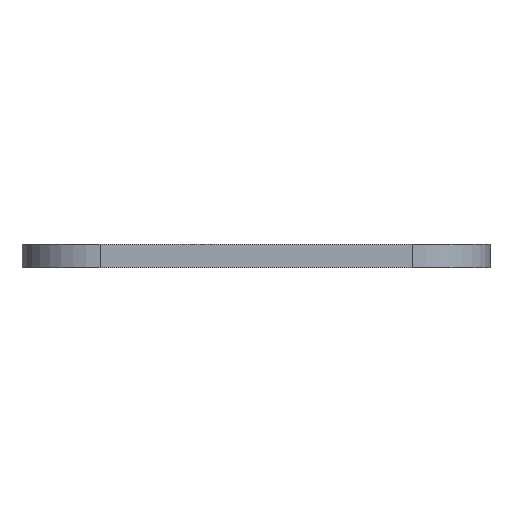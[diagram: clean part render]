
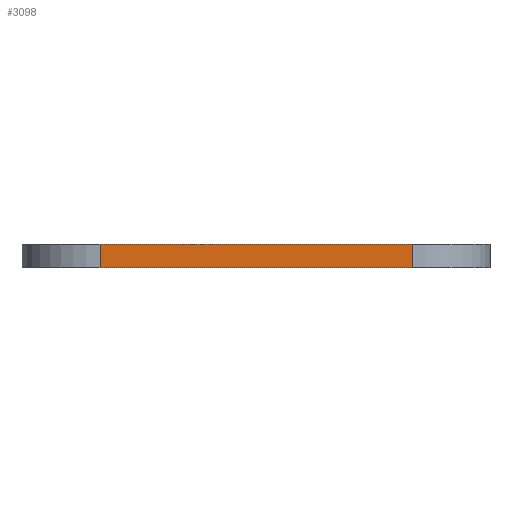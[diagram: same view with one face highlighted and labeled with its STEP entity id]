
A CAD part, front view. The second image highlights one B-rep face of the part: STEP entity #3098.
In plain terms, the highlighted planar face has unit normal (0, -1, 0).
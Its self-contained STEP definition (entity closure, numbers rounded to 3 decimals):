
#90=PLANE('',#3491);
#246=FACE_OUTER_BOUND('',#434,.T.);
#434=EDGE_LOOP('',(#2821,#2822,#2823,#2824));
#473=LINE('',#4677,#713);
#517=LINE('',#4940,#757);
#674=LINE('',#5416,#914);
#675=LINE('',#5418,#915);
#713=VECTOR('',#3692,10.);
#757=VECTOR('',#3918,10.);
#914=VECTOR('',#4485,10.);
#915=VECTOR('',#4488,10.);
#1203=VERTEX_POINT('',#4674);
#1204=VERTEX_POINT('',#4676);
#1331=VERTEX_POINT('',#4937);
#1332=VERTEX_POINT('',#4939);
#1534=EDGE_CURVE('',#1203,#1204,#473,.T.);
#1667=EDGE_CURVE('',#1332,#1331,#517,.T.);
#1906=EDGE_CURVE('',#1331,#1204,#674,.T.);
#1907=EDGE_CURVE('',#1332,#1203,#675,.T.);
#2821=ORIENTED_EDGE('',*,*,#1667,.T.);
#2822=ORIENTED_EDGE('',*,*,#1906,.T.);
#2823=ORIENTED_EDGE('',*,*,#1534,.F.);
#2824=ORIENTED_EDGE('',*,*,#1907,.F.);
#3098=ADVANCED_FACE('',(#246),#90,.T.);
#3491=AXIS2_PLACEMENT_3D('',#5417,#4486,#4487);
#3692=DIRECTION('',(1.,0.,0.));
#3918=DIRECTION('',(1.,0.,0.));
#4485=DIRECTION('',(0.,0.,1.));
#4486=DIRECTION('center_axis',(0.,-1.,0.));
#4487=DIRECTION('ref_axis',(1.,0.,0.));
#4488=DIRECTION('',(0.,0.,1.));
#4674=CARTESIAN_POINT('',(-200.,-240.,12.));
#4676=CARTESIAN_POINT('',(-40.,-240.,12.));
#4677=CARTESIAN_POINT('',(-200.,-240.,12.));
#4937=CARTESIAN_POINT('',(-40.,-240.,0.));
#4939=CARTESIAN_POINT('',(-200.,-240.,0.));
#4940=CARTESIAN_POINT('',(-200.,-240.,0.));
#5416=CARTESIAN_POINT('',(-40.,-240.,0.));
#5417=CARTESIAN_POINT('Origin',(-200.,-240.,0.));
#5418=CARTESIAN_POINT('',(-200.,-240.,0.));
